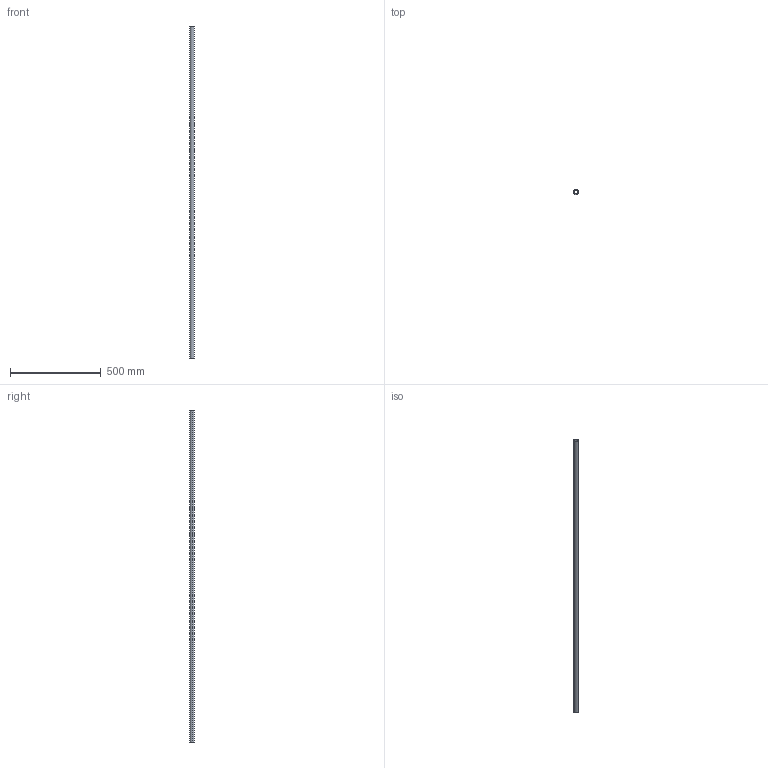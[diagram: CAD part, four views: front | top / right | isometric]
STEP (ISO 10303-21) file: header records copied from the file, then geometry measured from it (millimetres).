
FILE_DESCRIPTION((''),'2;1');
FILE_NAME('1139R-6','2015-09-01T',('rsmith'),(''),'PRO/ENGINEER BY PARAMETRIC TECHNOLOGY CORPORATION, 2013150','PRO/ENGINEER BY PARAMETRIC TECHNOLOGY CORPORATION, 2013150','');
FILE_SCHEMA(('CONFIG_CONTROL_DESIGN'));
Length unit declared in the file: inch
Products named in the file (1): 1139R-6
Bounding box: 25.4 x 25.4 x 1828.8 mm (x, y, z)
Volume: 172727 mm3; surface area: 423871.7 mm2
Topology: 1 solids, 2 shells, 10 faces, 22 edges, 16 vertices
Faces by surface type: cylinder 6, plane 4
Entity records: 344 total; most frequent: DIRECTION 60, CARTESIAN_POINT 49, ORIENTED_EDGE 40, AXIS2_PLACEMENT_3D 27, EDGE_CURVE 22, VERTEX_POINT 16, CIRCLE 16, EDGE_LOOP 14
